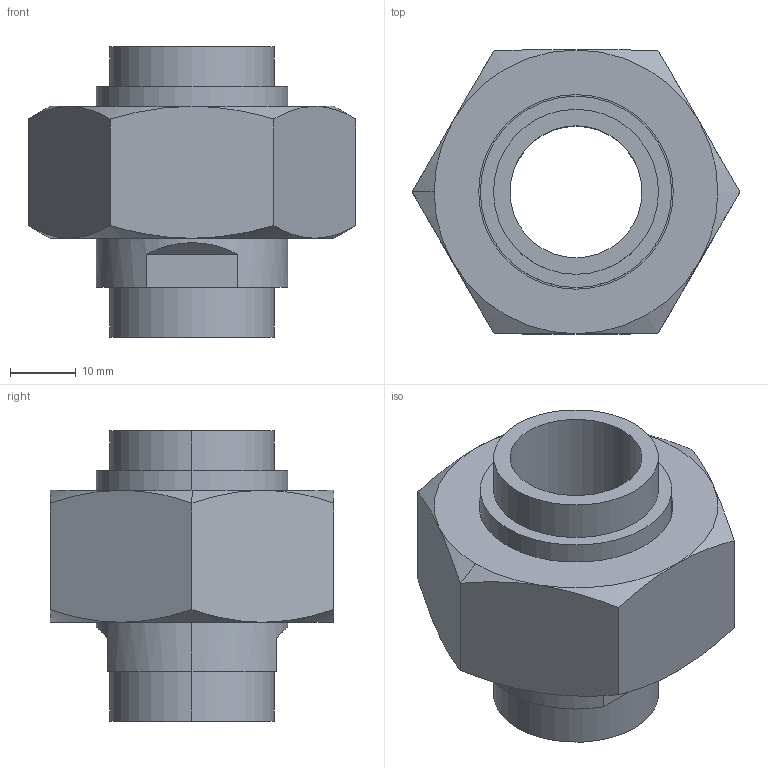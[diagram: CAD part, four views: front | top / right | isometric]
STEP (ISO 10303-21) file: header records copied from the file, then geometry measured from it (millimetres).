
FILE_DESCRIPTION (( 'STEP AP203' ), '1' );
FILE_NAME ('11-7131-04_outokumpu.step', '2015-08-07T11:08:25', ( '' ), ( '' ), 'SwSTEP 2.0', 'SolidWorks 2008', '' );
FILE_SCHEMA (( 'CONFIG_CONTROL_DESIGN' ));
Length unit declared in the file: millimetre
Products named in the file (4): nut-13-222-035_outokumpu_nut-13-222-035_outokumpu; 11-7131-04_outokumpu; case-13-555-220_outokumpu_case-13-555-220_outokumpu; nipple-13-444-040_outokumpu_nipple-13-444-040_outokumpu
Assembly tree (3 placements, depth 2):
  11-7131-04_outokumpu
    case-13-555-220_outokumpu_case-13-555-220_outokumpu
    nut-13-222-035_outokumpu_nut-13-222-035_outokumpu
    nipple-13-444-040_outokumpu_nipple-13-444-040_outokumpu
Bounding box: 49.65 x 43 x 44 mm (x, y, z)
Volume: 28681.2 mm3; surface area: 17148.6 mm2
Topology: 3 solids, 3 shells, 65 faces, 138 edges, 86 vertices
Faces by surface type: plane 23, cone 22, cylinder 20
Entity records: 2302 total; most frequent: CARTESIAN_POINT 469, DIRECTION 322, ORIENTED_EDGE 276, AXIS2_PLACEMENT_3D 139, EDGE_CURVE 138, VERTEX_POINT 86, EDGE_LOOP 78, CIRCLE 68
